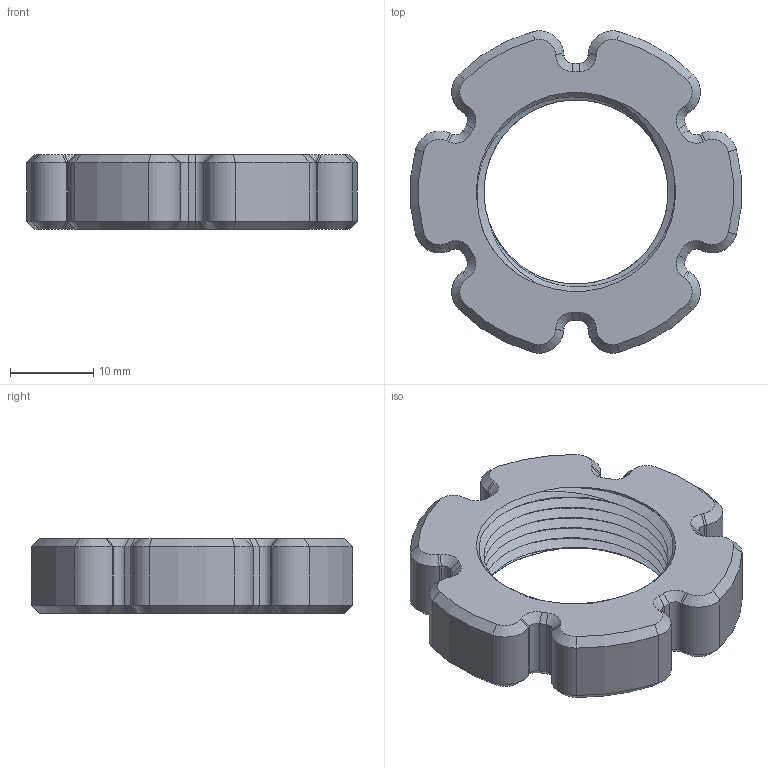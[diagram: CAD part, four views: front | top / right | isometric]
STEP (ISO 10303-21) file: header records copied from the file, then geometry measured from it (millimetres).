
FILE_DESCRIPTION(/* description */ ('','CAx-IF Rec.Pracs.---Representation and Presentation of Product Manufacturing Information (PMI)---4.0---2014-10-13'),/* implementation_level */ '2;1');
FILE_NAME(/* name */ '24mm Nut - Hex Flower - Double Threaded.step',/* time_stamp */ '2025-02-18T18:57:14-05:00',/* author */ (''),/* organization */ (''),/* preprocessor_version */ 'ST-DEVELOPER v20',/* originating_system */ 'Autodesk Translation Framework v13.20.0.188',/* authorisation */ '');
FILE_SCHEMA (('AP242_MANAGED_MODEL_BASED_3D_ENGINEERING_MIM_LF { 1 0 10303 442 1 1 4 }'));
Length unit declared in the file: millimetre
Products named in the file (1): 24mm Nut - Hex Flower - Double Threaded
Bounding box: 39.85 x 38.79 x 9 mm (x, y, z)
Volume: 6254.5 mm3; surface area: 3748.1 mm2
Topology: 1 solids, 1 shells, 162 faces, 384 edges, 224 vertices
Faces by surface type: cone 76, cylinder 44, plane 38, bspline 4
Full cylindrical faces by diameter (mm): 24.349 x4
Entity records: 6638 total; most frequent: CARTESIAN_POINT 2853, DIRECTION 820, ORIENTED_EDGE 768, EDGE_CURVE 384, AXIS2_PLACEMENT_3D 311, VERTEX_POINT 224, LINE 198, VECTOR 198
